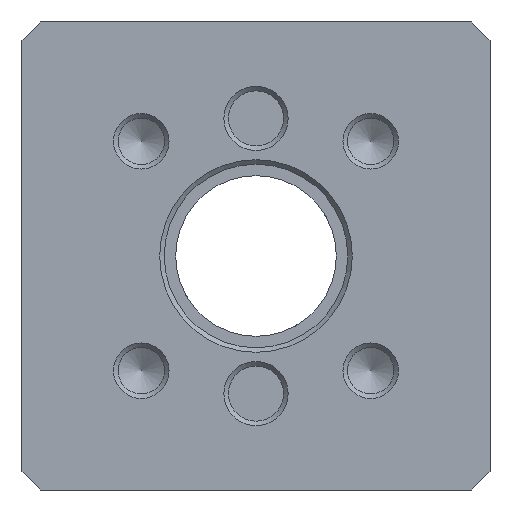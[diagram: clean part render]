
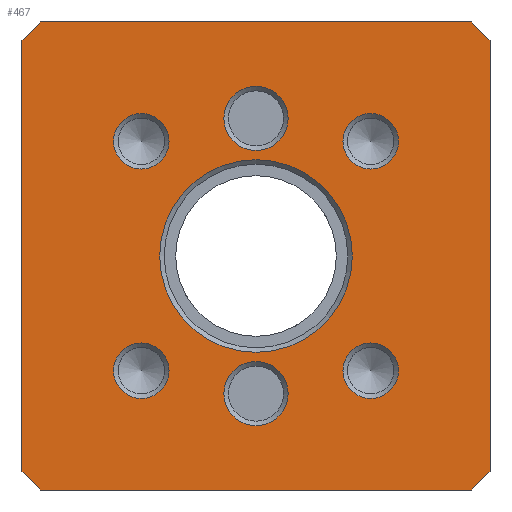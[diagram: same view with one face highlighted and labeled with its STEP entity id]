
A CAD part, front view. The second image highlights one B-rep face of the part: STEP entity #467.
In plain terms, the highlighted planar face has unit normal (0, -1, 0).
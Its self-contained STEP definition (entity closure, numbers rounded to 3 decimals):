
#467 = ADVANCED_FACE( '', ( #1128, #1129, #1130, #1131, #1132, #1133, #1134, #1135 ), #1136, .F. );
#1128 = FACE_BOUND( '', #2929, .T. );
#1129 = FACE_BOUND( '', #2930, .T. );
#1130 = FACE_BOUND( '', #2931, .T. );
#1131 = FACE_BOUND( '', #2932, .T. );
#1132 = FACE_BOUND( '', #2933, .T. );
#1133 = FACE_BOUND( '', #2934, .T. );
#1134 = FACE_BOUND( '', #2935, .T. );
#1135 = FACE_OUTER_BOUND( '', #2936, .T. );
#1136 = PLANE( '', #2937 );
#2929 = EDGE_LOOP( '', ( #3859 ) );
#2930 = EDGE_LOOP( '', ( #3860 ) );
#2931 = EDGE_LOOP( '', ( #3861 ) );
#2932 = EDGE_LOOP( '', ( #3862 ) );
#2933 = EDGE_LOOP( '', ( #3863 ) );
#2934 = EDGE_LOOP( '', ( #3864 ) );
#2935 = EDGE_LOOP( '', ( #3865 ) );
#2936 = EDGE_LOOP( '', ( #3866, #3867, #3868, #3869, #3870, #3871, #3872, #3873 ) );
#2937 = AXIS2_PLACEMENT_3D( '', #3874, #3875, #3876 );
#3859 = ORIENTED_EDGE( '', *, *, #4000, .T. );
#3860 = ORIENTED_EDGE( '', *, *, #4026, .T. );
#3861 = ORIENTED_EDGE( '', *, *, #4249, .T. );
#3862 = ORIENTED_EDGE( '', *, *, #3921, .T. );
#3863 = ORIENTED_EDGE( '', *, *, #4110, .T. );
#3864 = ORIENTED_EDGE( '', *, *, #4229, .T. );
#3865 = ORIENTED_EDGE( '', *, *, #4006, .T. );
#3866 = ORIENTED_EDGE( '', *, *, #4186, .T. );
#3867 = ORIENTED_EDGE( '', *, *, #4247, .T. );
#3868 = ORIENTED_EDGE( '', *, *, #3937, .T. );
#3869 = ORIENTED_EDGE( '', *, *, #4219, .T. );
#3870 = ORIENTED_EDGE( '', *, *, #4244, .T. );
#3871 = ORIENTED_EDGE( '', *, *, #4198, .T. );
#3872 = ORIENTED_EDGE( '', *, *, #4241, .T. );
#3873 = ORIENTED_EDGE( '', *, *, #3923, .T. );
#3874 = CARTESIAN_POINT( '', ( -51., -375.5, 51. ) );
#3875 = DIRECTION( '', ( 0., 1., 0. ) );
#3876 = DIRECTION( '', ( 0., 0., 1. ) );
#3921 = EDGE_CURVE( '', #4287, #4287, #4288, .T. );
#3923 = EDGE_CURVE( '', #4290, #4291, #4292, .F. );
#3937 = EDGE_CURVE( '', #4317, #4318, #4319, .T. );
#4000 = EDGE_CURVE( '', #4417, #4417, #4418, .T. );
#4006 = EDGE_CURVE( '', #4427, #4427, #4428, .T. );
#4026 = EDGE_CURVE( '', #4459, #4459, #4460, .T. );
#4110 = EDGE_CURVE( '', #4598, #4598, #4599, .T. );
#4186 = EDGE_CURVE( '', #4291, #4702, #4704, .T. );
#4198 = EDGE_CURVE( '', #4718, #4719, #4720, .F. );
#4219 = EDGE_CURVE( '', #4318, #4747, #4748, .F. );
#4229 = EDGE_CURVE( '', #4757, #4757, #4758, .T. );
#4241 = EDGE_CURVE( '', #4719, #4290, #4771, .T. );
#4244 = EDGE_CURVE( '', #4747, #4718, #4774, .T. );
#4247 = EDGE_CURVE( '', #4702, #4317, #4777, .F. );
#4249 = EDGE_CURVE( '', #4779, #4779, #4780, .T. );
#4287 = VERTEX_POINT( '', #5121 );
#4288 = CIRCLE( '', #5122, 6.053 );
#4290 = VERTEX_POINT( '', #5124 );
#4291 = VERTEX_POINT( '', #5125 );
#4292 = LINE( '', #5126, #5127 );
#4317 = VERTEX_POINT( '', #5155 );
#4318 = VERTEX_POINT( '', #5156 );
#4319 = LINE( '', #5157, #5158 );
#4417 = VERTEX_POINT( '', #5612 );
#4418 = CIRCLE( '', #5613, 21. );
#4427 = VERTEX_POINT( '', #5622 );
#4428 = CIRCLE( '', #5623, 6.053 );
#4459 = VERTEX_POINT( '', #5742 );
#4460 = CIRCLE( '', #5743, 6.053 );
#4598 = VERTEX_POINT( '', #7293 );
#4599 = CIRCLE( '', #7294, 6.053 );
#4702 = VERTEX_POINT( '', #7638 );
#4704 = LINE( '', #7641, #7642 );
#4718 = VERTEX_POINT( '', #7656 );
#4719 = VERTEX_POINT( '', #7657 );
#4720 = LINE( '', #7658, #7659 );
#4747 = VERTEX_POINT( '', #7693 );
#4748 = LINE( '', #7694, #7695 );
#4757 = VERTEX_POINT( '', #7705 );
#4758 = CIRCLE( '', #7706, 7. );
#4771 = LINE( '', #7719, #7720 );
#4774 = LINE( '', #7723, #7724 );
#4777 = LINE( '', #7727, #7728 );
#4779 = VERTEX_POINT( '', #7730 );
#4780 = CIRCLE( '', #7731, 7. );
#5121 = CARTESIAN_POINT( '', ( 25., -375.5, -18.947 ) );
#5122 = AXIS2_PLACEMENT_3D( '', #7754, #7755, #7756 );
#5124 = CARTESIAN_POINT( '', ( -47., -375.5, 51. ) );
#5125 = CARTESIAN_POINT( '', ( -51., -375.5, 47. ) );
#5126 = CARTESIAN_POINT( '', ( -51., -375.5, 47. ) );
#5127 = VECTOR( '', #7757, 1000. );
#5155 = CARTESIAN_POINT( '', ( -47., -375.5, -51. ) );
#5156 = CARTESIAN_POINT( '', ( 47., -375.5, -51. ) );
#5157 = CARTESIAN_POINT( '', ( -51., -375.5, -51. ) );
#5158 = VECTOR( '', #7788, 1000. );
#5612 = CARTESIAN_POINT( '', ( 0., -375.5, 21. ) );
#5613 = AXIS2_PLACEMENT_3D( '', #7879, #7880, #7881 );
#5622 = CARTESIAN_POINT( '', ( -25., -375.5, 31.053 ) );
#5623 = AXIS2_PLACEMENT_3D( '', #7891, #7892, #7893 );
#5742 = CARTESIAN_POINT( '', ( -25., -375.5, -18.947 ) );
#5743 = AXIS2_PLACEMENT_3D( '', #7924, #7925, #7926 );
#7293 = CARTESIAN_POINT( '', ( 25., -375.5, 31.053 ) );
#7294 = AXIS2_PLACEMENT_3D( '', #8011, #8012, #8013 );
#7638 = CARTESIAN_POINT( '', ( -51., -375.5, -47. ) );
#7641 = CARTESIAN_POINT( '', ( -51., -375.5, 51. ) );
#7642 = VECTOR( '', #8091, 1000. );
#7656 = CARTESIAN_POINT( '', ( 51., -375.5, 47. ) );
#7657 = CARTESIAN_POINT( '', ( 47., -375.5, 51. ) );
#7658 = CARTESIAN_POINT( '', ( 47., -375.5, 51. ) );
#7659 = VECTOR( '', #8098, 1000. );
#7693 = CARTESIAN_POINT( '', ( 51., -375.5, -47. ) );
#7694 = CARTESIAN_POINT( '', ( 51., -375.5, -47. ) );
#7695 = VECTOR( '', #8115, 1000. );
#7705 = CARTESIAN_POINT( '', ( 0., -375.5, 37. ) );
#7706 = AXIS2_PLACEMENT_3D( '', #8117, #8118, #8119 );
#7719 = CARTESIAN_POINT( '', ( 51., -375.5, 51. ) );
#7720 = VECTOR( '', #8126, 1000. );
#7723 = CARTESIAN_POINT( '', ( 51., -375.5, -51. ) );
#7724 = VECTOR( '', #8127, 1000. );
#7727 = CARTESIAN_POINT( '', ( -47., -375.5, -51. ) );
#7728 = VECTOR( '', #8128, 1000. );
#7730 = CARTESIAN_POINT( '', ( 0., -375.5, -23. ) );
#7731 = AXIS2_PLACEMENT_3D( '', #8129, #8130, #8131 );
#7754 = CARTESIAN_POINT( '', ( 25., -375.5, -25. ) );
#7755 = DIRECTION( '', ( 0., 1., 0. ) );
#7756 = DIRECTION( '', ( 0., 0., 1. ) );
#7757 = DIRECTION( '', ( 0.707, 0., 0.707 ) );
#7788 = DIRECTION( '', ( 1., 0., 0. ) );
#7879 = CARTESIAN_POINT( '', ( 0., -375.5, 0. ) );
#7880 = DIRECTION( '', ( 0., 1., 0. ) );
#7881 = DIRECTION( '', ( 0., 0., 1. ) );
#7891 = CARTESIAN_POINT( '', ( -25., -375.5, 25. ) );
#7892 = DIRECTION( '', ( 0., 1., 0. ) );
#7893 = DIRECTION( '', ( 0., 0., 1. ) );
#7924 = CARTESIAN_POINT( '', ( -25., -375.5, -25. ) );
#7925 = DIRECTION( '', ( 0., 1., 0. ) );
#7926 = DIRECTION( '', ( 0., 0., 1. ) );
#8011 = CARTESIAN_POINT( '', ( 25., -375.5, 25. ) );
#8012 = DIRECTION( '', ( 0., 1., 0. ) );
#8013 = DIRECTION( '', ( 0., 0., 1. ) );
#8091 = DIRECTION( '', ( 0., 0., -1. ) );
#8098 = DIRECTION( '', ( 0.707, 0., -0.707 ) );
#8115 = DIRECTION( '', ( -0.707, 0., -0.707 ) );
#8117 = CARTESIAN_POINT( '', ( 0., -375.5, 30. ) );
#8118 = DIRECTION( '', ( 0., 1., 0. ) );
#8119 = DIRECTION( '', ( 0., 0., 1. ) );
#8126 = DIRECTION( '', ( -1., 0., 0. ) );
#8127 = DIRECTION( '', ( 0., 0., 1. ) );
#8128 = DIRECTION( '', ( -0.707, 0., 0.707 ) );
#8129 = CARTESIAN_POINT( '', ( 0., -375.5, -30. ) );
#8130 = DIRECTION( '', ( 0., 1., 0. ) );
#8131 = DIRECTION( '', ( 0., 0., 1. ) );
